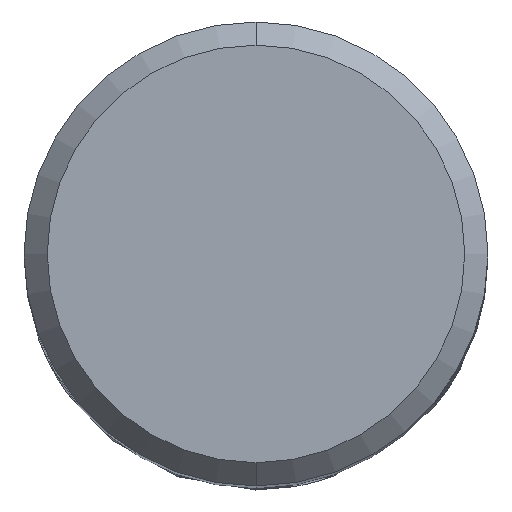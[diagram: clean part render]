
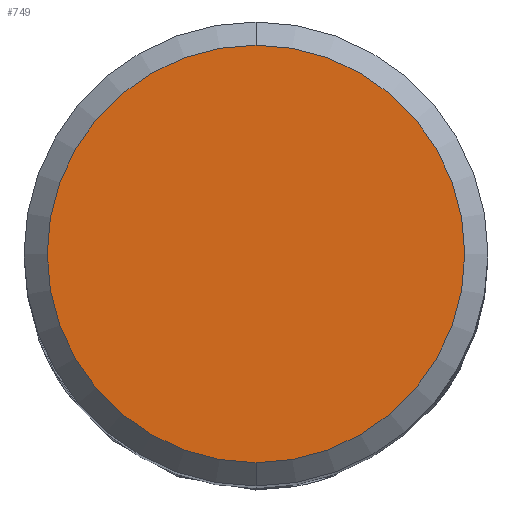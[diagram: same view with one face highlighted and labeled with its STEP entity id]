
A CAD part, top view. The second image highlights one B-rep face of the part: STEP entity #749.
In plain terms, the highlighted planar face has unit normal (0, 0, 1).
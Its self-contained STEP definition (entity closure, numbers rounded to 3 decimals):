
#749=ADVANCED_FACE('',(#1810),#1811,.T.);
#907=EDGE_CURVE('',#1367,#1027,#1983,.T.);
#1027=VERTEX_POINT('',#2112);
#1209=EDGE_CURVE('',#1027,#1367,#2310,.T.);
#1367=VERTEX_POINT('',#2487);
#1810=FACE_OUTER_BOUND('',#3626,.T.);
#1811=PLANE('',#3627);
#1983=CIRCLE('',#4530,7.2);
#2112=CARTESIAN_POINT('',(0.0,7.2,0.0));
#2310=CIRCLE('',#5786,7.2);
#2487=CARTESIAN_POINT('',(0.,-7.2,0.0));
#3626=EDGE_LOOP('',(#8180,#8181));
#3627=AXIS2_PLACEMENT_3D('',#8182,#8183,#8184);
#4530=AXIS2_PLACEMENT_3D('',#8371,#8372,#8373);
#5786=AXIS2_PLACEMENT_3D('',#8712,#8713,#8714);
#8180=ORIENTED_EDGE('',*,*,#1209,.F.);
#8181=ORIENTED_EDGE('',*,*,#907,.F.);
#8182=CARTESIAN_POINT('',(0.0,3.6,0.0));
#8183=DIRECTION('',(-0.0,0.0,1.0));
#8184=DIRECTION('',(0.0,-1.0,0.0));
#8371=CARTESIAN_POINT('',(0.0,0.0,0.0));
#8372=DIRECTION('',(0.0,0.0,-1.0));
#8373=DIRECTION('',(0.0,1.0,0.0));
#8712=CARTESIAN_POINT('',(0.0,0.0,0.0));
#8713=DIRECTION('',(0.0,0.0,-1.0));
#8714=DIRECTION('',(0.0,1.0,0.0));
